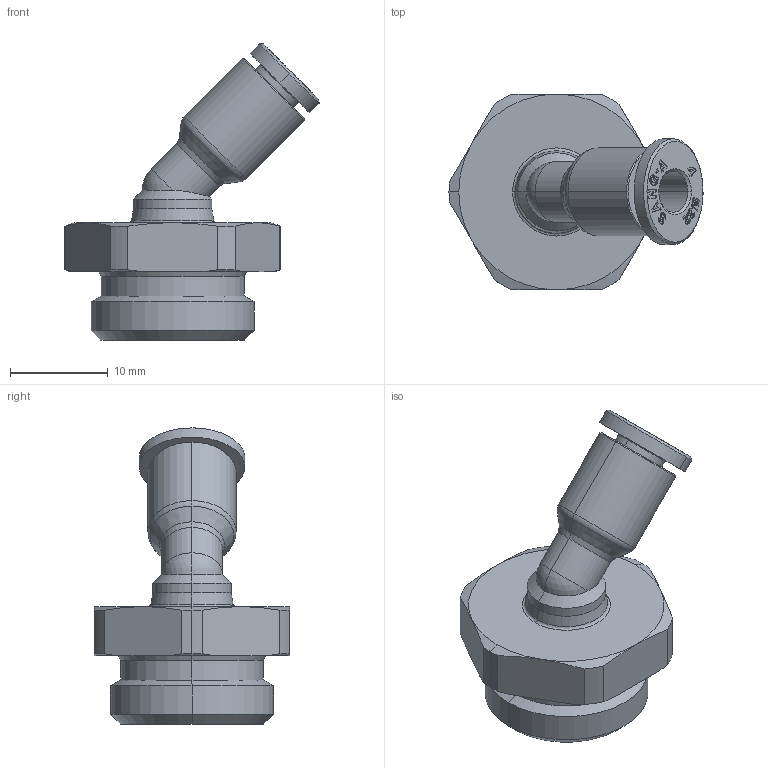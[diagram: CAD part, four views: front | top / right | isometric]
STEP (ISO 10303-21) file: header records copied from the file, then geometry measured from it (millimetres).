
FILE_DESCRIPTION((''),'2;1');
FILE_NAME('GPL45 04G03(3D).stp','2012-12-21T09:40:29',(''),(''),'Mechanical Desktop.R8.0.24.0','Mechanical Desktop.R8.0.24.0',', , ');
FILE_SCHEMA(('CONFIG_CONTROL_DESIGN'));
Length unit declared in the file: millimetre
Products named in the file (2): GPL45 04G03(3D); 睡ヶ1
Assembly tree (1 placements, depth 2):
  GPL45 04G03(3D)
    睡ヶ1
Bounding box: 25.95 x 20 x 30.26 mm (x, y, z)
Volume: 3204.3 mm3; surface area: 2488.9 mm2
Topology: 1 solids, 1 shells, 449 faces, 1237 edges, 809 vertices
Faces by surface type: plane 340, cone 40, bspline 33, cylinder 32, sphere 2, torus 2
Entity records: 15007 total; most frequent: CARTESIAN_POINT 3537, ORIENTED_EDGE 2470, DIRECTION 2208, EDGE_CURVE 1235, VECTOR 1036, LINE 1036, VERTEX_POINT 809, AXIS2_PLACEMENT_3D 586
